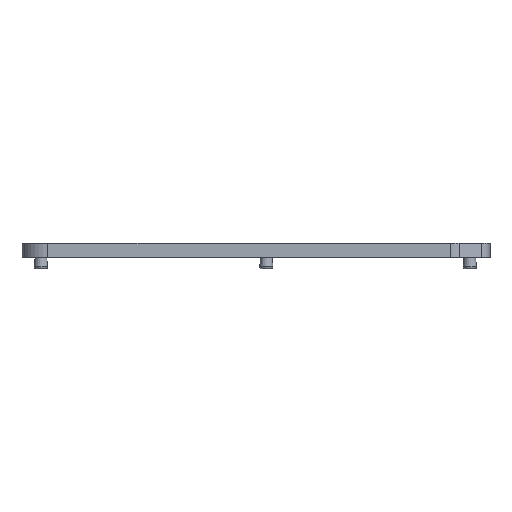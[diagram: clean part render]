
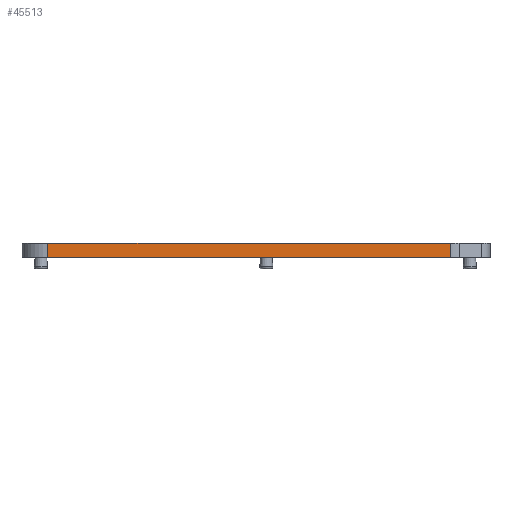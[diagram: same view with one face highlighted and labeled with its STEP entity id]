
A CAD part, front view. The second image highlights one B-rep face of the part: STEP entity #45513.
In plain terms, the highlighted planar face has unit normal (0, -1, 0).
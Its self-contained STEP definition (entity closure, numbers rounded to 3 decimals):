
#45406=CARTESIAN_POINT('',(-20.447,-63.552,0.));
#45407=VERTEX_POINT('',#45406);
#45408=CARTESIAN_POINT('',(-20.447,-63.552,2.2));
#45409=VERTEX_POINT('',#45408);
#45410=CARTESIAN_POINT('',(-20.447,-63.552,0.));
#45411=DIRECTION('',(0.,0.,1.));
#45412=VECTOR('',#45411,2.2);
#45413=LINE('',#45410,#45412);
#45414=EDGE_CURVE('',#45407,#45409,#45413,.T.);
#45483=CARTESIAN_POINT('',(10.587,-63.552,1.1));
#45484=DIRECTION('',(-1.,0.,0.));
#45485=DIRECTION('',(0.,-1.,-0.));
#45486=AXIS2_PLACEMENT_3D('',#45483,#45485,#45484);
#45487=PLANE('',#45486);
#45488=CARTESIAN_POINT('',(41.621,-63.552,0.));
#45489=VERTEX_POINT('',#45488);
#45490=CARTESIAN_POINT('',(-20.447,-63.552,0.));
#45491=DIRECTION('',(1.,0.,0.));
#45492=VECTOR('',#45491,62.068);
#45493=LINE('',#45490,#45492);
#45494=EDGE_CURVE('',#45407,#45489,#45493,.T.);
#45495=ORIENTED_EDGE('E4142',*,*,#45494,.T.);
#45496=CARTESIAN_POINT('',(41.621,-63.552,2.2));
#45497=VERTEX_POINT('',#45496);
#45498=CARTESIAN_POINT('',(41.621,-63.552,0.));
#45499=DIRECTION('',(0.,0.,1.));
#45500=VECTOR('',#45499,2.2);
#45501=LINE('',#45498,#45500);
#45502=EDGE_CURVE('',#45489,#45497,#45501,.T.);
#45503=ORIENTED_EDGE('E1079',*,*,#45502,.T.);
#45504=CARTESIAN_POINT('',(-20.447,-63.552,2.2));
#45505=DIRECTION('',(1.,0.,0.));
#45506=VECTOR('',#45505,62.068);
#45507=LINE('',#45504,#45506);
#45508=EDGE_CURVE('',#45409,#45497,#45507,.T.);
#45509=ORIENTED_EDGE('E4176',*,*,#45508,.F.);
#45510=ORIENTED_EDGE('E4176',*,*,#45414,.F.);
#45511=EDGE_LOOP('',(#45495,#45503,#45509,#45510));
#45512=FACE_OUTER_BOUND('',#45511,.T.);
#45513=ADVANCED_FACE('F25',(#45512),#45487,.T.);
